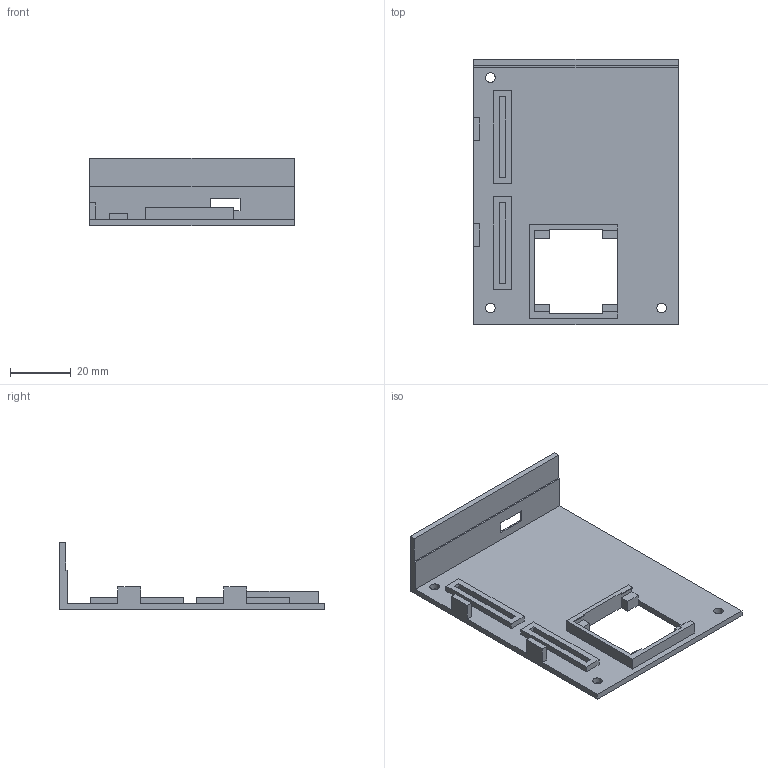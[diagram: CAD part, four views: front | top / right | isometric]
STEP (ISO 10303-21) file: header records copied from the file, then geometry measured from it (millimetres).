
FILE_DESCRIPTION (( 'STEP AP214' ), '1' );
FILE_NAME ('interrupter_box_top.STEP', '2024-12-05T02:47:30', ( '' ), ( '' ), 'SwSTEP 2.0', 'SolidWorks 2024', '' );
FILE_SCHEMA (( 'AUTOMOTIVE_DESIGN' ));
Length unit declared in the file: millimetre
Products named in the file (1): interrupter_box_top
Bounding box: 67.5 x 87.5 x 22.2 mm (x, y, z)
Volume: 14594.6 mm3; surface area: 15491.6 mm2
Topology: 1 solids, 1 shells, 86 faces, 230 edges, 150 vertices
Faces by surface type: plane 74, cylinder 12
Entity records: 2673 total; most frequent: CARTESIAN_POINT 479, ORIENTED_EDGE 460, DIRECTION 416, EDGE_CURVE 230, LINE 210, VECTOR 210, VERTEX_POINT 150, AXIS2_PLACEMENT_3D 103
